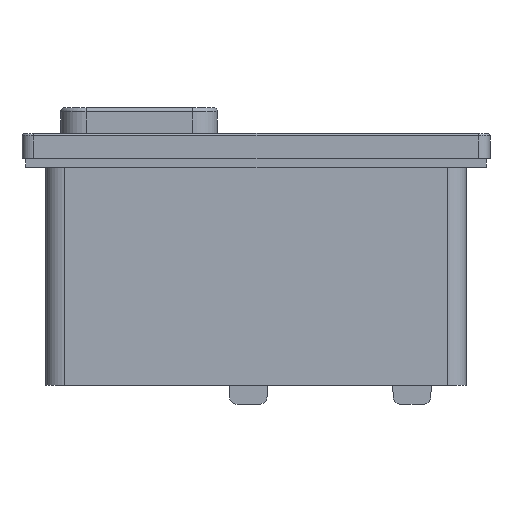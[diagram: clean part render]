
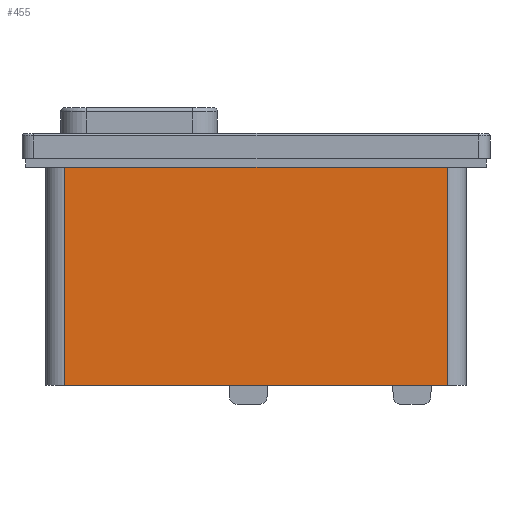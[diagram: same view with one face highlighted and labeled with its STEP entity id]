
A CAD part, left-side view. The second image highlights one B-rep face of the part: STEP entity #455.
In plain terms, the highlighted planar face has unit normal (-1, 0, 0).
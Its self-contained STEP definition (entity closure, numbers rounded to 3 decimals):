
#455=ADVANCED_FACE('NONE',(#1050),#1051,.T.);
#1050=FACE_OUTER_BOUND('',#1779,.T.);
#1051=PLANE('',#1780);
#1779=EDGE_LOOP('',(#3101,#3102,#3103,#3104));
#1780=AXIS2_PLACEMENT_3D('',#3105,#3106,#3107);
#3101=ORIENTED_EDGE('',*,*,#4617,.T.);
#3102=ORIENTED_EDGE('',*,*,#4618,.T.);
#3103=ORIENTED_EDGE('',*,*,#4580,.T.);
#3104=ORIENTED_EDGE('',*,*,#4619,.T.);
#3105=CARTESIAN_POINT('',(2.5,57.0,34.7));
#3106=DIRECTION('',(-1.0,0.0,0.0));
#3107=DIRECTION('',(0.0,1.0,0.0));
#4580=EDGE_CURVE('NONE',#5562,#5560,#5563,.T.);
#4617=EDGE_CURVE('NONE',#5622,#5623,#5624,.T.);
#4618=EDGE_CURVE('NONE',#5623,#5562,#5625,.T.);
#4619=EDGE_CURVE('NONE',#5560,#5622,#5626,.T.);
#5560=VERTEX_POINT('NONE',#6952);
#5562=VERTEX_POINT('NONE',#6954);
#5563=LINE('',#6955,#6956);
#5622=VERTEX_POINT('NONE',#7032);
#5623=VERTEX_POINT('NONE',#7033);
#5624=LINE('',#7034,#7035);
#5625=LINE('',#7036,#7037);
#5626=LINE('',#7038,#7039);
#6952=CARTESIAN_POINT('',(2.5,54.5,30.35));
#6954=CARTESIAN_POINT('',(2.5,5.5,30.35));
#6955=CARTESIAN_POINT('',(2.5,57.0,30.35));
#6956=VECTOR('',#8170,1000.0);
#7032=CARTESIAN_POINT('',(2.5,54.5,2.4));
#7033=CARTESIAN_POINT('',(2.5,5.5,2.4));
#7034=CARTESIAN_POINT('',(2.5,30.0,2.4));
#7035=VECTOR('',#8221,1000.0);
#7036=CARTESIAN_POINT('',(2.5,5.5,34.7));
#7037=VECTOR('',#8222,1000.0);
#7038=CARTESIAN_POINT('',(2.5,54.5,34.7));
#7039=VECTOR('',#8223,1000.0);
#8170=DIRECTION('',(0.0,1.0,0.0));
#8221=DIRECTION('',(0.0,-1.0,0.0));
#8222=DIRECTION('',(0.0,-0.0,1.0));
#8223=DIRECTION('',(0.0,0.0,-1.0));
